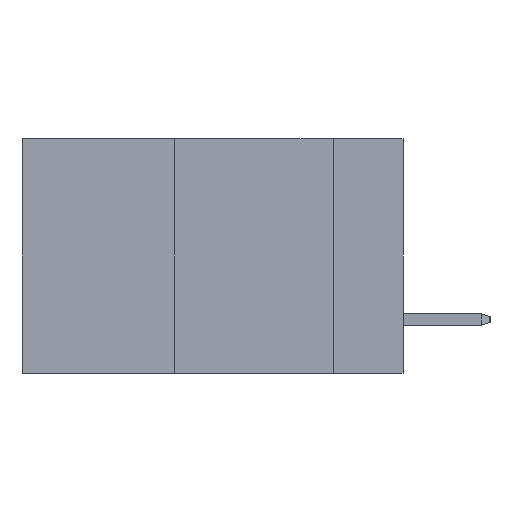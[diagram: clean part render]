
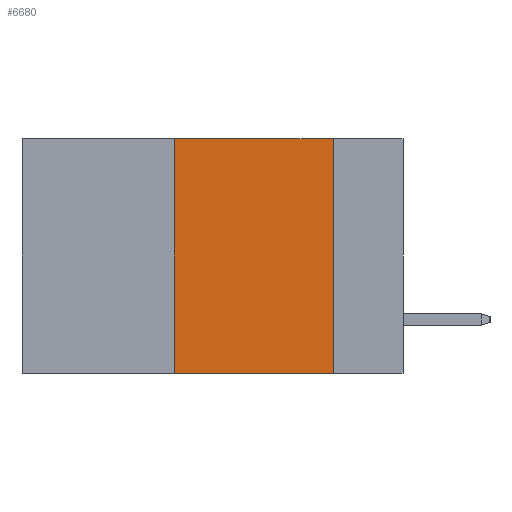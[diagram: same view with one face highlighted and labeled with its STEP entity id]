
A CAD part, left-side view. The second image highlights one B-rep face of the part: STEP entity #6680.
In plain terms, the highlighted planar face has unit normal (-1, 0, 0).
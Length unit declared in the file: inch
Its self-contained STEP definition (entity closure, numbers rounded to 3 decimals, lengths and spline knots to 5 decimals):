
#334 = EDGE_CURVE ( 'NONE', #3921, #3097, #1463, .T. ) ;
#483 = LINE ( 'NONE', #4690, #13048 ) ;
#846 = LINE ( 'NONE', #6015, #5404 ) ;
#1429 = CARTESIAN_POINT ( 'NONE',  ( 0., 0.11, -0.37 ) ) ;
#1463 = LINE ( 'NONE', #12405, #14522 ) ;
#1478 = FACE_OUTER_BOUND ( 'NONE', #17429, .T. ) ;
#3097 = VERTEX_POINT ( 'NONE', #1429 ) ;
#3486 = LINE ( 'NONE', #10470, #12626 ) ;
#3641 = ORIENTED_EDGE ( 'NONE', *, *, #7653, .F. ) ;
#3921 = VERTEX_POINT ( 'NONE', #11556 ) ;
#4069 = DIRECTION ( 'NONE',  ( 1., 0., 0. ) ) ;
#4101 = ORIENTED_EDGE ( 'NONE', *, *, #9698, .F. ) ;
#4416 = EDGE_CURVE ( 'NONE', #10987, #3097, #3486, .T. ) ;
#4690 = CARTESIAN_POINT ( 'NONE',  ( 0., 0.36, 0. ) ) ;
#5404 = VECTOR ( 'NONE', #14197, 39.37008 ) ;
#5578 = CARTESIAN_POINT ( 'NONE',  ( 0., 0.6, 0. ) ) ;
#5616 = AXIS2_PLACEMENT_3D ( 'NONE', #5578, #4069, #10971 ) ;
#6015 = CARTESIAN_POINT ( 'NONE',  ( 0., 0.6, 0. ) ) ;
#6680 = ADVANCED_FACE ( 'NONE', ( #1478 ), #10796, .F. ) ;
#7653 = EDGE_CURVE ( 'NONE', #10987, #16836, #483, .T. ) ;
#8540 = ORIENTED_EDGE ( 'NONE', *, *, #334, .F. ) ;
#9698 = EDGE_CURVE ( 'NONE', #16836, #3921, #846, .T. ) ;
#10470 = CARTESIAN_POINT ( 'NONE',  ( 0., 0.6, -0.37 ) ) ;
#10720 = CARTESIAN_POINT ( 'NONE',  ( 0., 0.36, 0. ) ) ;
#10796 = PLANE ( 'NONE',  #5616 ) ;
#10971 = DIRECTION ( 'NONE',  ( 0., 0., -1. ) ) ;
#10987 = VERTEX_POINT ( 'NONE', #14561 ) ;
#11556 = CARTESIAN_POINT ( 'NONE',  ( 0., 0.11, 0. ) ) ;
#11641 = DIRECTION ( 'NONE',  ( 0., -1., 0. ) ) ;
#12405 = CARTESIAN_POINT ( 'NONE',  ( 0., 0.11, 0. ) ) ;
#12490 = DIRECTION ( 'NONE',  ( 0., 0., -1. ) ) ;
#12626 = VECTOR ( 'NONE', #11641, 39.37008 ) ;
#12686 = DIRECTION ( 'NONE',  ( 0., 0., 1. ) ) ;
#13048 = VECTOR ( 'NONE', #12686, 39.37008 ) ;
#14197 = DIRECTION ( 'NONE',  ( 0., -1., 0. ) ) ;
#14522 = VECTOR ( 'NONE', #12490, 39.37008 ) ;
#14561 = CARTESIAN_POINT ( 'NONE',  ( 0., 0.36, -0.37 ) ) ;
#14990 = ORIENTED_EDGE ( 'NONE', *, *, #4416, .T. ) ;
#16836 = VERTEX_POINT ( 'NONE', #10720 ) ;
#17429 = EDGE_LOOP ( 'NONE', ( #8540, #4101, #3641, #14990 ) ) ;
